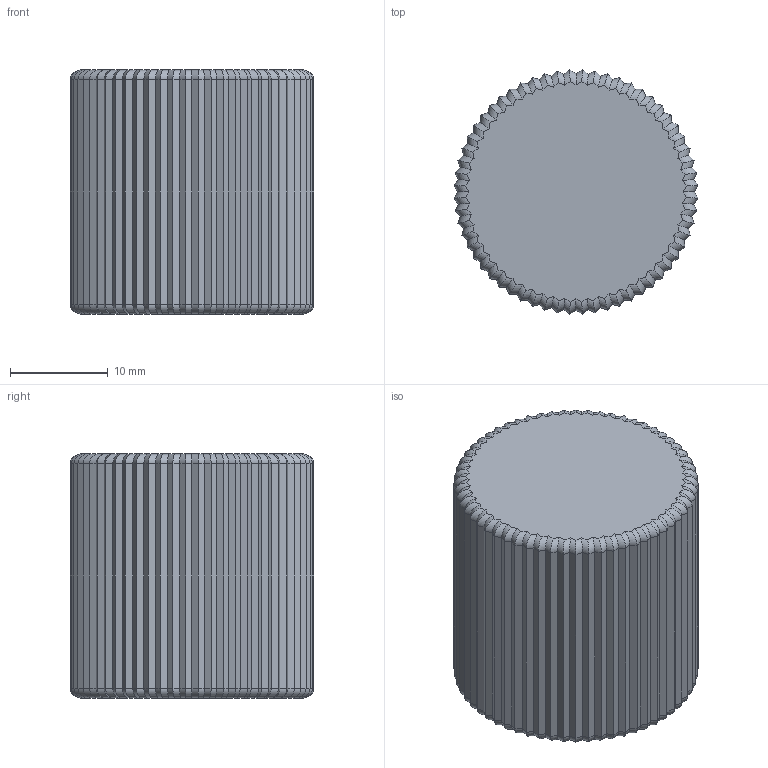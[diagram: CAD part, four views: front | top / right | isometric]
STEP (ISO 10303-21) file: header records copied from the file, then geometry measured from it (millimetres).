
FILE_DESCRIPTION(('STEP AP242'), '1');
FILE_NAME('SDVX Controller - Knob', '', ('UNSPECIFIED'), ('UNSPECIFIED'), 'C3D Converter', 'C3D Toolkit', '');
FILE_SCHEMA(('AP242_MANAGED_MODEL_BASED_3D_ENGINEERING_MIM_LF { 1 0 10303 442 1 1 4 }'));
Length unit declared in the file: millimetre
Bounding box: 24.97 x 24.97 x 25 mm (x, y, z)
Volume: 5022.3 mm3; surface area: 6110.3 mm2
Topology: 1 solids, 2 shells, 371 faces, 856 edges, 490 vertices
Faces by surface type: cylinder 243, plane 127, cone 1
Full cylindrical faces by diameter (mm): 8.4 x1, 21 x1
Entity records: 10001 total; most frequent: CARTESIAN_POINT 2448, ORIENTED_EDGE 1708, DIRECTION 1363, EDGE_CURVE 854, LINE 605, VECTOR 605, VERTEX_POINT 490, AXIS2_PLACEMENT_3D 379
